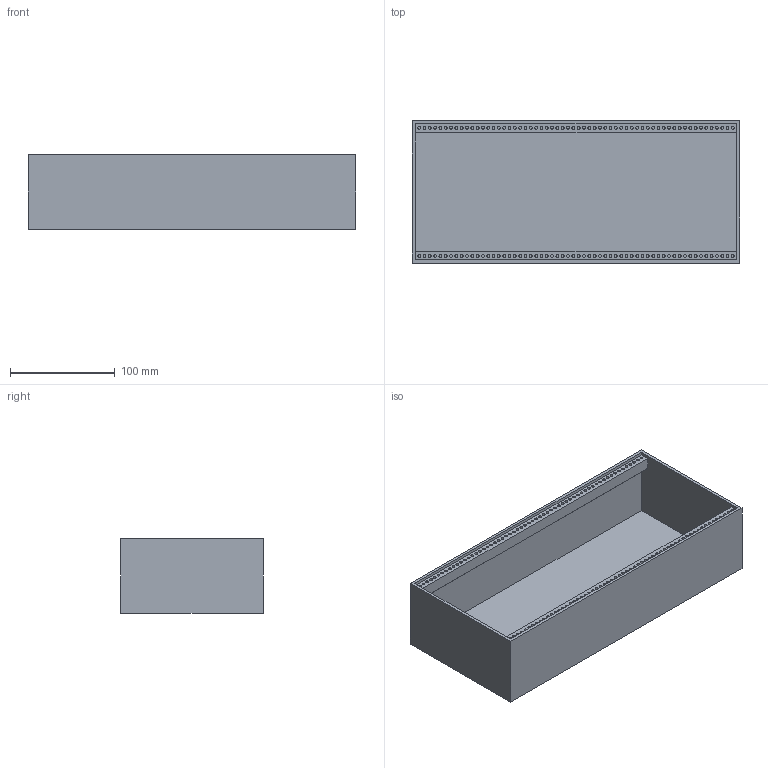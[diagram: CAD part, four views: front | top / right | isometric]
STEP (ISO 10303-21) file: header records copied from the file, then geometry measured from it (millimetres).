
FILE_DESCRIPTION(('HOOPS Exchange Step'),'2;1');
FILE_NAME('3U60hp-71mm.stp','2025-04-21T10:59:17+08:00',('kevin'),('Unknown organisation'),'HOOPS Exchange 2023.2','HOOPS Exchange','Unknown authorisation');
FILE_SCHEMA( ('AP203_CONFIGURATION_CONTROLLED_3D_DESIGN_OF_MECHANICAL_PARTS_AND_ASSEMBLIES_MIM_LF') );
Length unit declared in the file: millimetre
Products named in the file (1): 3U60hp-71mm
Bounding box: 312.54 x 136 x 71 mm (x, y, z)
Volume: 382437 mm3; surface area: 225165 mm2
Topology: 1 solids, 1 shells, 271 faces, 576 edges, 432 vertices
Faces by surface type: plane 147, cylinder 124
Full cylindrical faces by diameter (mm): 2.7 x120, 13 x4
Entity records: 7733 total; most frequent: DIRECTION 1510, CARTESIAN_POINT 1280, ORIENTED_EDGE 1152, AXIS2_PLACEMENT_3D 662, EDGE_CURVE 576, VERTEX_POINT 432, EDGE_LOOP 398, FACE_BOUND 398
